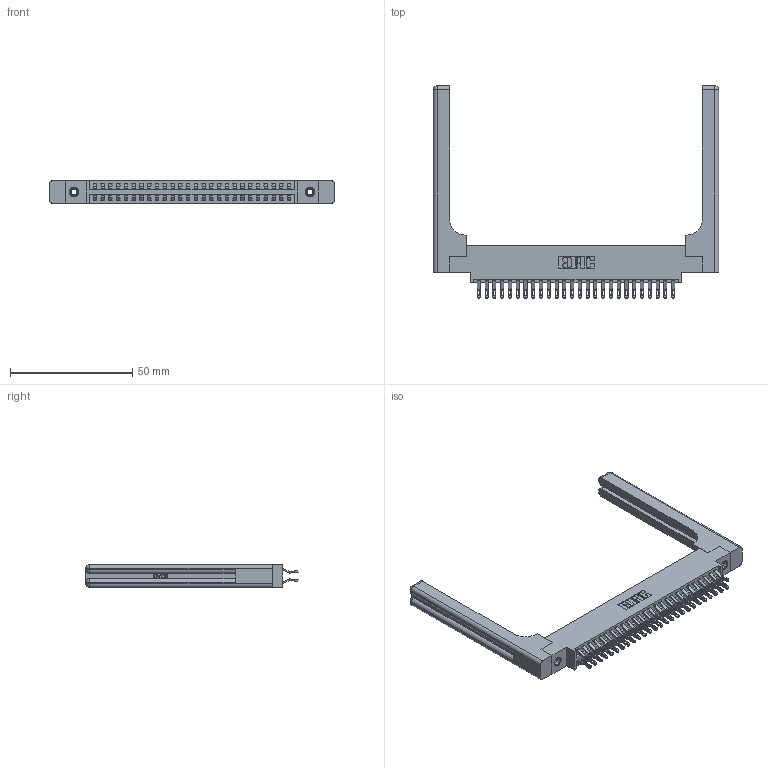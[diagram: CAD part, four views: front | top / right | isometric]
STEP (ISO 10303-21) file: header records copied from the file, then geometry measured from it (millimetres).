
FILE_DESCRIPTION (( 'STEP AP203' ), '1' );
FILE_NAME ('346-052-555-858.STEP', '2022-05-21T01:42:34', ( '' ), ( '' ), 'SwSTEP 2.0', 'SolidWorks 2020', '' );
FILE_SCHEMA (( 'CONFIG_CONTROL_DESIGN' ));
Length unit declared in the file: inch
Products named in the file (5): 346 Part_0.170 Offset - 0.156 Dia-TH; 346-220-058_345-220-058; 345-292-001_555 Tail; 346-052-555-858; 345-250-001_345-250-001-102
Assembly tree (57 placements, depth 2):
  346-052-555-858
    346 Part_0.170 Offset - 0.156 Dia-TH
    345-292-001_555 Tail  x52
    345-250-001_345-250-001-102  x2
    346-220-058_345-220-058  x2
Bounding box: 116.61 x 86.74 x 9.4 mm (x, y, z)
Volume: 18719.2 mm3; surface area: 20902.5 mm2
Topology: 57 solids, 57 shells, 3412 faces, 10559 edges, 7018 vertices
Faces by surface type: plane 1958, cylinder 1394, bspline 36, cone 12, sphere 8, torus 4
Entity records: 25178 total; most frequent: CARTESIAN_POINT 5221, ORIENTED_EDGE 3920, DIRECTION 3552, EDGE_CURVE 1960, VECTOR 1612, LINE 1612, VERTEX_POINT 1298, AXIS2_PLACEMENT_3D 970
